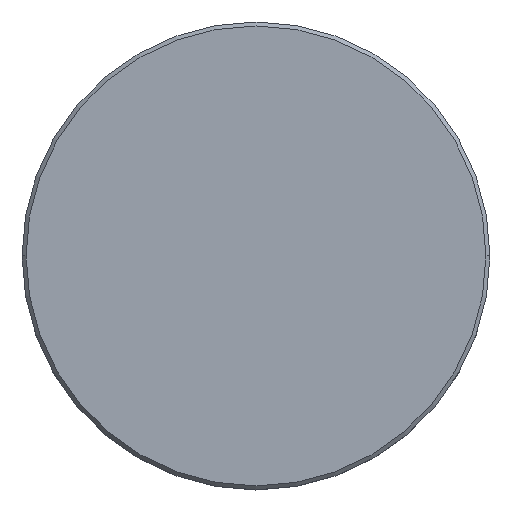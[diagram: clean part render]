
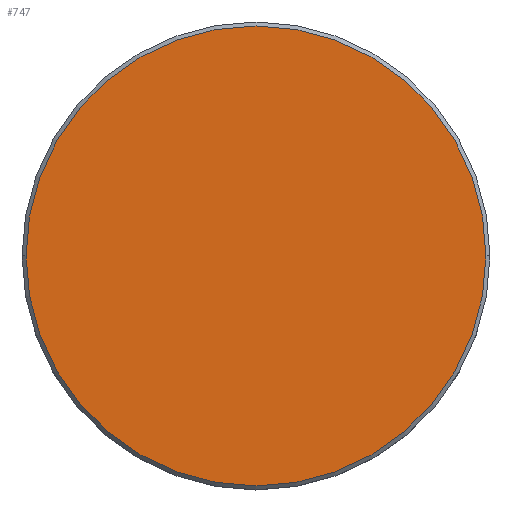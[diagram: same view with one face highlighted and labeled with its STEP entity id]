
A CAD part, top view. The second image highlights one B-rep face of the part: STEP entity #747.
In plain terms, the highlighted planar face has unit normal (0, 0, 1).
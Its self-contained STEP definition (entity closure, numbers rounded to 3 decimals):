
#5 = EDGE_CURVE ( 'NONE', #289, #48, #494, .T. ) ;
#48 = VERTEX_POINT ( 'NONE', #1069 ) ;
#83 = EDGE_CURVE ( 'NONE', #48, #289, #285, .T. ) ;
#101 = ORIENTED_EDGE ( 'NONE', *, *, #83, .T. ) ;
#159 = CARTESIAN_POINT ( 'NONE',  ( 0., 0., 0. ) ) ;
#176 = PLANE ( 'NONE',  #1015 ) ;
#277 = DIRECTION ( 'NONE',  ( 0., 0., 1. ) ) ;
#285 = CIRCLE ( 'NONE', #829, 29. ) ;
#289 = VERTEX_POINT ( 'NONE', #504 ) ;
#346 = DIRECTION ( 'NONE',  ( 0., 0., 1. ) ) ;
#369 = FACE_OUTER_BOUND ( 'NONE', #1043, .T. ) ;
#379 = DIRECTION ( 'NONE',  ( 0., 0., 1. ) ) ;
#397 = ORIENTED_EDGE ( 'NONE', *, *, #5, .T. ) ;
#494 = CIRCLE ( 'NONE', #958, 29. ) ;
#504 = CARTESIAN_POINT ( 'NONE',  ( -29., 0., 0. ) ) ;
#747 = ADVANCED_FACE ( 'NONE', ( #369 ), #176, .T. ) ;
#779 = DIRECTION ( 'NONE',  ( 1., 0., 0. ) ) ;
#810 = CARTESIAN_POINT ( 'NONE',  ( 0., 0., 0. ) ) ;
#829 = AXIS2_PLACEMENT_3D ( 'NONE', #1007, #379, #1108 ) ;
#958 = AXIS2_PLACEMENT_3D ( 'NONE', #159, #346, #779 ) ;
#1007 = CARTESIAN_POINT ( 'NONE',  ( 0., 0., 0. ) ) ;
#1015 = AXIS2_PLACEMENT_3D ( 'NONE', #810, #277, #1176 ) ;
#1043 = EDGE_LOOP ( 'NONE', ( #397, #101 ) ) ;
#1069 = CARTESIAN_POINT ( 'NONE',  ( 29., 0., 0. ) ) ;
#1108 = DIRECTION ( 'NONE',  ( 1., 0., 0. ) ) ;
#1176 = DIRECTION ( 'NONE',  ( 1., 0., 0. ) ) ;
